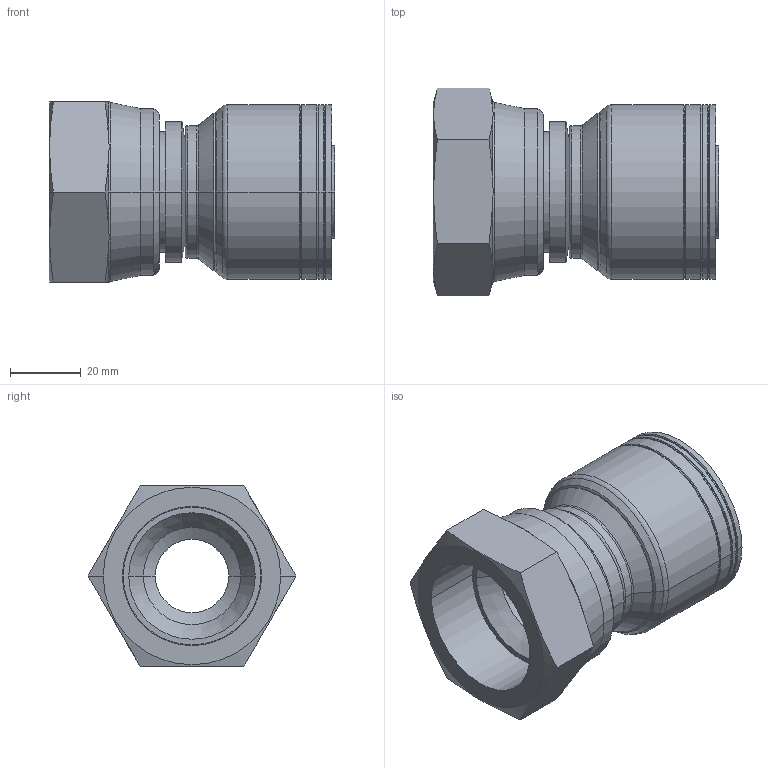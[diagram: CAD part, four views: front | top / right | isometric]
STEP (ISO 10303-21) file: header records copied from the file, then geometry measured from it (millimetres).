
FILE_DESCRIPTION((''),'2;1');
FILE_NAME('1AA20FJ16_ASM','2010-04-01T',('E5250511'),('Eaton Hydraulics Inc.'),'PRO/ENGINEER BY PARAMETRIC TECHNOLOGY CORPORATION, 2005170','PRO/ENGINEER BY PARAMETRIC TECHNOLOGY CORPORATION, 2005170','');
FILE_SCHEMA(('CONFIG_CONTROL_DESIGN'));
Length unit declared in the file: millimetre
Products named in the file (4): 1F40000-2016; 1A16_ORIGINAL_CRIMP; 210204-20_CRIMP; 1AA20FJ16_ASM
Assembly tree (3 placements, depth 2):
  1AA20FJ16_ASM
    1F40000-2016
    1A16_ORIGINAL_CRIMP
    210204-20_CRIMP
Bounding box: 80.49 x 58.66 x 50.8 mm (x, y, z)
Volume: 60749.1 mm3; surface area: 37313 mm2
Topology: 3 solids, 3 shells, 111 faces, 234 edges, 134 vertices
Faces by surface type: cone 44, cylinder 42, plane 17, torus 8
Entity records: 3168 total; most frequent: CARTESIAN_POINT 630, DIRECTION 570, ORIENTED_EDGE 468, AXIS2_PLACEMENT_3D 242, EDGE_CURVE 234, VERTEX_POINT 134, CIRCLE 124, EDGE_LOOP 122
